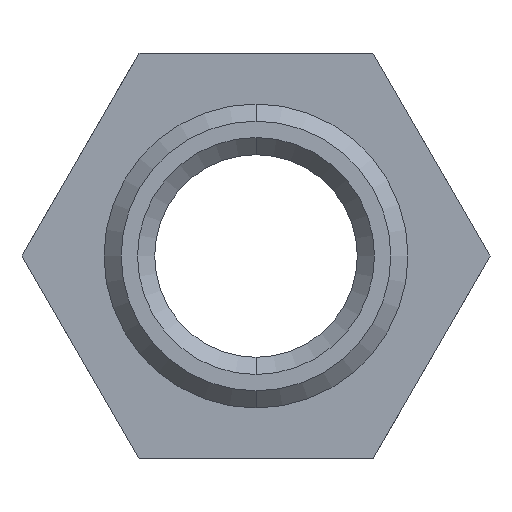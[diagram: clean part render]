
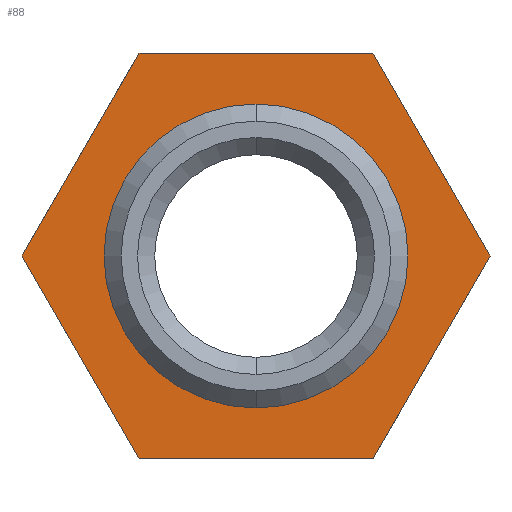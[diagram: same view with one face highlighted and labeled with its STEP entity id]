
A CAD part, front view. The second image highlights one B-rep face of the part: STEP entity #88.
In plain terms, the highlighted planar face has unit normal (0, -1, 0).
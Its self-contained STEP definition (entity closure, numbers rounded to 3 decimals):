
#2 = VERTEX_POINT ( 'NONE', #337 ) ;
#3 = EDGE_CURVE ( 'NONE', #34, #64, #258, .T. ) ;
#6 = VERTEX_POINT ( 'NONE', #224 ) ;
#8 = VERTEX_POINT ( 'NONE', #342 ) ;
#21 = EDGE_CURVE ( 'NONE', #8, #140, #204, .T. ) ;
#29 = EDGE_CURVE ( 'NONE', #6, #34, #438, .T. ) ;
#34 = VERTEX_POINT ( 'NONE', #371 ) ;
#36 = EDGE_CURVE ( 'NONE', #140, #2, #423, .T. ) ;
#41 = ORIENTED_EDGE ( 'NONE', *, *, #29, .T. ) ;
#52 = ORIENTED_EDGE ( 'NONE', *, *, #111, .T. ) ;
#54 = ORIENTED_EDGE ( 'NONE', *, *, #90, .T. ) ;
#55 = ORIENTED_EDGE ( 'NONE', *, *, #21, .T. ) ;
#58 = ORIENTED_EDGE ( 'NONE', *, *, #36, .T. ) ;
#63 = ORIENTED_EDGE ( 'NONE', *, *, #83, .T. ) ;
#64 = VERTEX_POINT ( 'NONE', #477 ) ;
#69 = EDGE_CURVE ( 'NONE', #271, #348, #486, .T. ) ;
#78 = EDGE_LOOP ( 'NONE', ( #52, #92 ) ) ;
#83 = EDGE_CURVE ( 'NONE', #2, #6, #493, .T. ) ;
#85 = EDGE_LOOP ( 'NONE', ( #58, #63, #41, #165, #54, #55 ) ) ;
#88 = ADVANCED_FACE ( 'NONE', ( #560, #559 ), #509, .T. ) ;
#90 = EDGE_CURVE ( 'NONE', #64, #8, #499, .T. ) ;
#92 = ORIENTED_EDGE ( 'NONE', *, *, #69, .T. ) ;
#111 = EDGE_CURVE ( 'NONE', #348, #271, #764, .T. ) ;
#140 = VERTEX_POINT ( 'NONE', #779 ) ;
#165 = ORIENTED_EDGE ( 'NONE', *, *, #3, .T. ) ;
#201 = DIRECTION ( 'NONE',  ( -0.5, 0., -0.866 ) ) ;
#202 = VECTOR ( 'NONE', #201, 1000. ) ;
#203 = CARTESIAN_POINT ( 'NONE',  ( -3.464, 0.495, 0. ) ) ;
#204 = LINE ( 'NONE', #203, #202 ) ;
#224 = CARTESIAN_POINT ( 'NONE',  ( 1.732, 0.495, -3. ) ) ;
#255 = DIRECTION ( 'NONE',  ( -0.5, 0., 0.866 ) ) ;
#256 = VECTOR ( 'NONE', #255, 1000. ) ;
#257 = CARTESIAN_POINT ( 'NONE',  ( 1.732, 0.495, 3. ) ) ;
#258 = LINE ( 'NONE', #257, #256 ) ;
#271 = VERTEX_POINT ( 'NONE', #1125 ) ;
#337 = CARTESIAN_POINT ( 'NONE',  ( -1.732, 0.495, -3. ) ) ;
#342 = CARTESIAN_POINT ( 'NONE',  ( -1.732, 0.495, 3. ) ) ;
#348 = VERTEX_POINT ( 'NONE', #1109 ) ;
#369 = CARTESIAN_POINT ( 'NONE',  ( -1.732, 0.495, -3. ) ) ;
#371 = CARTESIAN_POINT ( 'NONE',  ( 3.464, 0.495, 0. ) ) ;
#421 = CARTESIAN_POINT ( 'NONE',  ( 3.464, 0.495, 0. ) ) ;
#423 = LINE ( 'NONE', #369, #457 ) ;
#438 = LINE ( 'NONE', #421, #471 ) ;
#456 = DIRECTION ( 'NONE',  ( 0.5, 0., -0.866 ) ) ;
#457 = VECTOR ( 'NONE', #456, 1000. ) ;
#470 = DIRECTION ( 'NONE',  ( 0.5, 0., 0.866 ) ) ;
#471 = VECTOR ( 'NONE', #470, 1000. ) ;
#477 = CARTESIAN_POINT ( 'NONE',  ( 1.732, 0.495, 3. ) ) ;
#484 = DIRECTION ( 'NONE',  ( 0., 1., 0. ) ) ;
#485 = AXIS2_PLACEMENT_3D ( 'NONE', #489, #484, #591 ) ;
#486 = CIRCLE ( 'NONE', #485, 1.996 ) ;
#489 = CARTESIAN_POINT ( 'NONE',  ( 0., 0.495, 0. ) ) ;
#492 = CARTESIAN_POINT ( 'NONE',  ( 1.732, 0.495, -3. ) ) ;
#493 = LINE ( 'NONE', #492, #550 ) ;
#496 = DIRECTION ( 'NONE',  ( -1., 0., 0. ) ) ;
#497 = VECTOR ( 'NONE', #496, 1000. ) ;
#498 = CARTESIAN_POINT ( 'NONE',  ( -1.732, 0.495, 3. ) ) ;
#499 = LINE ( 'NONE', #498, #497 ) ;
#505 = DIRECTION ( 'NONE',  ( 0., 0., -1. ) ) ;
#506 = DIRECTION ( 'NONE',  ( 0., -1., 0. ) ) ;
#507 = CARTESIAN_POINT ( 'NONE',  ( 0., 0.495, 0. ) ) ;
#508 = AXIS2_PLACEMENT_3D ( 'NONE', #507, #506, #505 ) ;
#509 = PLANE ( 'NONE',  #508 ) ;
#549 = DIRECTION ( 'NONE',  ( 1., 0., 0. ) ) ;
#550 = VECTOR ( 'NONE', #549, 1000. ) ;
#559 = FACE_BOUND ( 'NONE', #78, .T. ) ;
#560 = FACE_OUTER_BOUND ( 'NONE', #85, .T. ) ;
#591 = DIRECTION ( 'NONE',  ( 0., 0., 1. ) ) ;
#687 = CARTESIAN_POINT ( 'NONE',  ( 0., 0.495, 0. ) ) ;
#698 = DIRECTION ( 'NONE',  ( 0., 0., 1. ) ) ;
#708 = DIRECTION ( 'NONE',  ( 0., 1., 0. ) ) ;
#709 = AXIS2_PLACEMENT_3D ( 'NONE', #687, #708, #698 ) ;
#764 = CIRCLE ( 'NONE', #709, 1.996 ) ;
#779 = CARTESIAN_POINT ( 'NONE',  ( -3.464, 0.495, 0. ) ) ;
#1109 = CARTESIAN_POINT ( 'NONE',  ( 0., 0.495, 1.996 ) ) ;
#1125 = CARTESIAN_POINT ( 'NONE',  ( 0., 0.495, -1.996 ) ) ;
